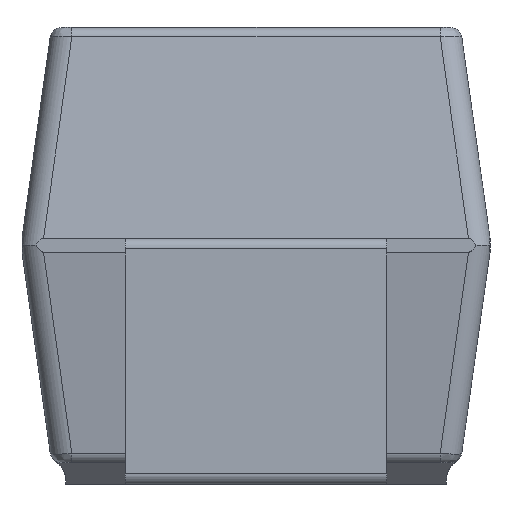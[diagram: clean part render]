
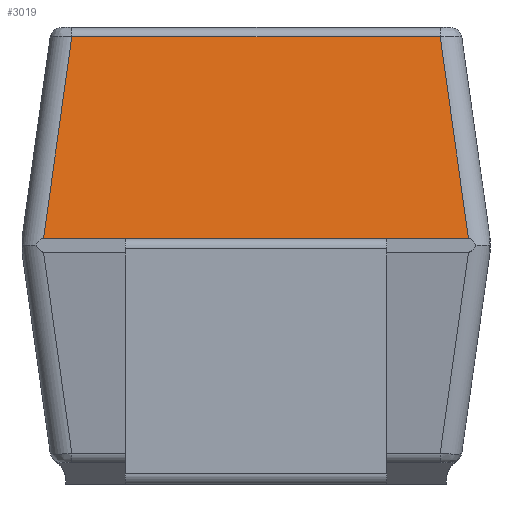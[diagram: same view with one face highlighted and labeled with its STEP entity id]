
A CAD part, left-side view. The second image highlights one B-rep face of the part: STEP entity #3019.
In plain terms, the highlighted planar face has unit normal (-0.99, 0, 0.139).
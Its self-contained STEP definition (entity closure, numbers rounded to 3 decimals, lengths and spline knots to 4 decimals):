
#152=PLANE('',#3285);
#316=FACE_OUTER_BOUND('',#489,.T.);
#489=EDGE_LOOP('',(#2415,#2416,#2417,#2418));
#708=LINE('',#4927,#1034);
#710=LINE('',#4958,#1036);
#711=LINE('',#4960,#1037);
#712=LINE('',#4961,#1038);
#1034=VECTOR('',#3856,3.3842);
#1036=VECTOR('',#3864,1.8851);
#1037=VECTOR('',#3865,3.9039);
#1038=VECTOR('',#3866,1.8851);
#1438=VERTEX_POINT('',#4919);
#1440=VERTEX_POINT('',#4925);
#1441=VERTEX_POINT('',#4957);
#1442=VERTEX_POINT('',#4959);
#1798=EDGE_CURVE('',#1440,#1438,#708,.T.);
#1802=EDGE_CURVE('',#1441,#1440,#710,.T.);
#1803=EDGE_CURVE('',#1441,#1442,#711,.T.);
#1804=EDGE_CURVE('',#1438,#1442,#712,.T.);
#2415=ORIENTED_EDGE('',*,*,#1798,.F.);
#2416=ORIENTED_EDGE('',*,*,#1802,.F.);
#2417=ORIENTED_EDGE('',*,*,#1803,.T.);
#2418=ORIENTED_EDGE('',*,*,#1804,.F.);
#3019=ADVANCED_FACE('',(#316),#152,.T.);
#3285=AXIS2_PLACEMENT_3D('',#4956,#3862,#3863);
#3856=DIRECTION('',(0.,-1.,0.));
#3862=DIRECTION('center_axis',(-0.99,0.,0.139));
#3863=DIRECTION('ref_axis',(0.139,0.,0.99));
#3864=DIRECTION('',(0.138,-0.138,0.981));
#3865=DIRECTION('',(0.,-1.,0.));
#3866=DIRECTION('',(-0.138,-0.138,-0.981));
#4919=CARTESIAN_POINT('',(-3.2602,-1.6921,4.1139));
#4925=CARTESIAN_POINT('',(-3.2602,1.6921,4.1139));
#4927=CARTESIAN_POINT('',(-3.2602,0.5375,4.1139));
#4956=CARTESIAN_POINT('Origin',(-3.384,1.075,3.2325));
#4957=CARTESIAN_POINT('',(-3.52,1.9519,2.265));
#4958=CARTESIAN_POINT('',(-3.33,1.7619,3.6169));
#4959=CARTESIAN_POINT('',(-3.52,-1.9519,2.265));
#4960=CARTESIAN_POINT('',(-3.52,1.075,2.265));
#4961=CARTESIAN_POINT('',(-3.343,-1.775,3.5243));
